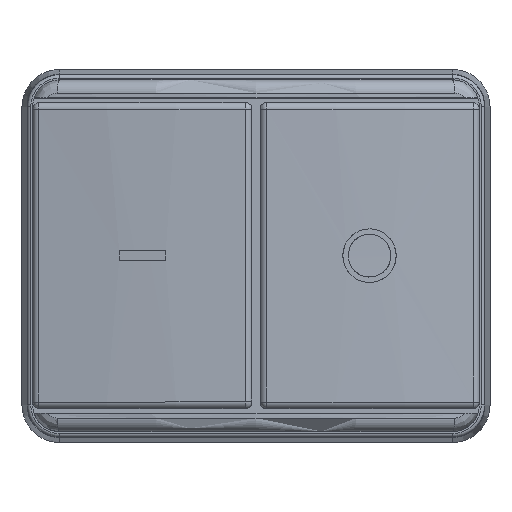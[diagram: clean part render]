
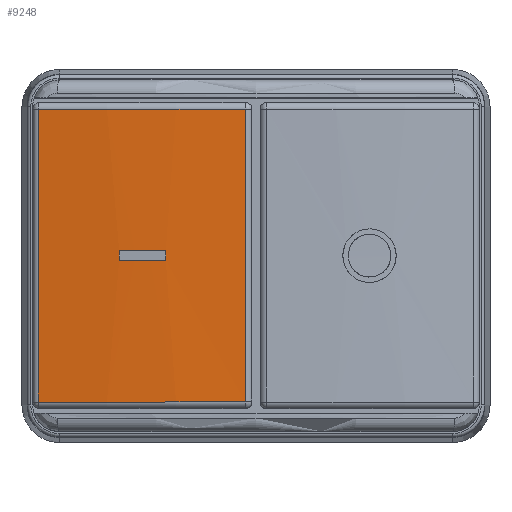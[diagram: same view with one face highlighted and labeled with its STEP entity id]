
A CAD part, top view. The second image highlights one B-rep face of the part: STEP entity #9248.
In plain terms, the highlighted cylindrical face has radius 96.757 mm (diameter 193.514 mm), a partial arc.
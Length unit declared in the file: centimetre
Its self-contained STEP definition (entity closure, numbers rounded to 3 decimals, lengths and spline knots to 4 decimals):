
#247=FACE_BOUND('',#1298,.T.);
#771=FACE_OUTER_BOUND('',#1297,.T.);
#1297=EDGE_LOOP('',(#6820,#6821,#6822,#6823));
#1298=EDGE_LOOP('',(#6824,#6825,#6826,#6827));
#1860=LINE('',#14840,#2931);
#1864=LINE('',#14849,#2935);
#1879=LINE('',#14908,#2950);
#1887=LINE('',#14935,#2958);
#2931=VECTOR('',#10754,1.);
#2935=VECTOR('',#10764,1.);
#2950=VECTOR('',#10827,1.);
#2958=VECTOR('',#10861,1.);
#3955=CIRCLE('',#9838,9.6757);
#3956=CIRCLE('',#9841,9.6757);
#3970=CIRCLE('',#9866,9.6757);
#3973=CIRCLE('',#9871,9.6757);
#4171=VERTEX_POINT('',#14838);
#4172=VERTEX_POINT('',#14839);
#4173=VERTEX_POINT('',#14844);
#4174=VERTEX_POINT('',#14848);
#4185=VERTEX_POINT('',#14882);
#4187=VERTEX_POINT('',#14887);
#4191=VERTEX_POINT('',#14896);
#4193=VERTEX_POINT('',#14901);
#5149=EDGE_CURVE('',#4171,#4172,#1860,.T.);
#5152=EDGE_CURVE('',#4173,#4171,#3955,.T.);
#5154=EDGE_CURVE('',#4174,#4173,#1864,.T.);
#5156=EDGE_CURVE('',#4172,#4174,#3956,.T.);
#5182=EDGE_CURVE('',#4193,#4191,#1879,.T.);
#5184=EDGE_CURVE('',#4187,#4193,#3970,.T.);
#5189=EDGE_CURVE('',#4191,#4185,#3973,.T.);
#5197=EDGE_CURVE('',#4185,#4187,#1887,.T.);
#6820=ORIENTED_EDGE('',*,*,#5182,.F.);
#6821=ORIENTED_EDGE('',*,*,#5184,.F.);
#6822=ORIENTED_EDGE('',*,*,#5197,.F.);
#6823=ORIENTED_EDGE('',*,*,#5189,.F.);
#6824=ORIENTED_EDGE('',*,*,#5149,.T.);
#6825=ORIENTED_EDGE('',*,*,#5156,.T.);
#6826=ORIENTED_EDGE('',*,*,#5154,.T.);
#6827=ORIENTED_EDGE('',*,*,#5152,.T.);
#9103=CYLINDRICAL_SURFACE('',#9882,9.6757);
#9248=ADVANCED_FACE('',(#771,#247),#9103,.T.);
#9838=AXIS2_PLACEMENT_3D('',#14845,#10759,#10760);
#9841=AXIS2_PLACEMENT_3D('',#14852,#10768,#10769);
#9866=AXIS2_PLACEMENT_3D('',#14911,#10832,#10833);
#9871=AXIS2_PLACEMENT_3D('',#14920,#10844,#10845);
#9882=AXIS2_PLACEMENT_3D('',#14949,#10878,#10879);
#10754=DIRECTION('',(0.,-1.,0.));
#10759=DIRECTION('center_axis',(0.,1.,0.));
#10760=DIRECTION('ref_axis',(-0.169,0.,0.986));
#10764=DIRECTION('',(0.,1.,0.));
#10768=DIRECTION('center_axis',(0.,-1.,0.));
#10769=DIRECTION('ref_axis',(-0.169,0.,0.986));
#10827=DIRECTION('',(0.,1.,0.));
#10832=DIRECTION('center_axis',(0.,-1.,0.));
#10833=DIRECTION('ref_axis',(-0.085,0.,0.996));
#10844=DIRECTION('center_axis',(0.,1.,0.));
#10845=DIRECTION('ref_axis',(-0.085,0.,0.996));
#10861=DIRECTION('',(0.,-1.,0.));
#10878=DIRECTION('center_axis',(0.,1.,0.));
#10879=DIRECTION('ref_axis',(-0.169,0.,0.986));
#14838=CARTESIAN_POINT('',(-0.6745,0.0361,3.5285));
#14839=CARTESIAN_POINT('',(-0.6745,-0.0345,3.5285));
#14840=CARTESIAN_POINT('',(-0.6745,0.,3.5285));
#14844=CARTESIAN_POINT('',(-1.0232,0.0361,3.4989));
#14845=CARTESIAN_POINT('Origin',(-0.03,0.0361,
-6.1257));
#14848=CARTESIAN_POINT('',(-1.0232,-0.0345,3.4989));
#14849=CARTESIAN_POINT('',(-1.0232,0.,3.4989));
#14852=CARTESIAN_POINT('Origin',(-0.03,-0.0345,
-6.1257));
#14882=CARTESIAN_POINT('',(-0.0803,1.095,3.5499));
#14887=CARTESIAN_POINT('',(-0.0803,-1.095,3.5499));
#14896=CARTESIAN_POINT('',(-1.6283,1.095,3.4171));
#14901=CARTESIAN_POINT('',(-1.6283,-1.095,3.4171));
#14908=CARTESIAN_POINT('',(-1.6283,0.,3.4171));
#14911=CARTESIAN_POINT('Origin',(-0.03,-1.095,-6.1257));
#14920=CARTESIAN_POINT('Origin',(-0.03,1.095,-6.1257));
#14935=CARTESIAN_POINT('',(-0.0803,0.,3.5499));
#14949=CARTESIAN_POINT('Origin',(-0.03,0.,
-6.1257));
